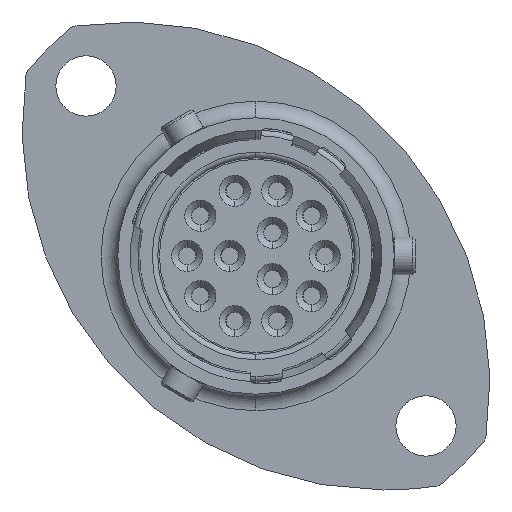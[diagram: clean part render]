
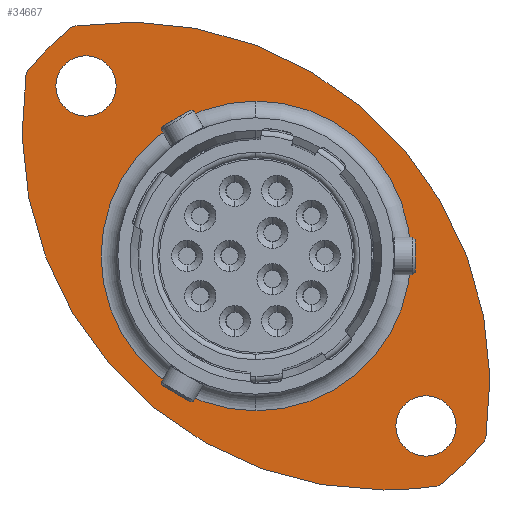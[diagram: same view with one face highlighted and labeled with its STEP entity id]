
A CAD part, left-side view. The second image highlights one B-rep face of the part: STEP entity #34667.
In plain terms, the highlighted planar face has unit normal (-1, 0, 0).
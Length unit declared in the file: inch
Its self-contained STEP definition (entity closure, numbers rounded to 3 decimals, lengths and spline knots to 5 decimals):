
#158 = CIRCLE ( 'NONE', #452, 0.76772 ) ;
#215 = CIRCLE ( 'NONE', #525, 0.06398 ) ;
#257 = CIRCLE ( 'NONE', #423, 0.76772 ) ;
#307 = CIRCLE ( 'NONE', #549, 0.06398 ) ;
#328 = CIRCLE ( 'NONE', #355, 0.06398 ) ;
#355 = AXIS2_PLACEMENT_3D ( 'NONE', #38330, #38331, #38332 ) ;
#423 = AXIS2_PLACEMENT_3D ( 'NONE', #4016, #4017, #4018 ) ;
#452 = AXIS2_PLACEMENT_3D ( 'NONE', #4189, #4190, #4191 ) ;
#492 = AXIS2_PLACEMENT_3D ( 'NONE', #4181, #4182, #4183 ) ;
#494 = AXIS2_PLACEMENT_3D ( 'NONE', #4202, #4203, #4204 ) ;
#503 = CIRCLE ( 'NONE', #492, 0.06398 ) ;
#505 = CIRCLE ( 'NONE', #561, 0.32854 ) ;
#507 = CIRCLE ( 'NONE', #1082, 0.62303 ) ;
#525 = AXIS2_PLACEMENT_3D ( 'NONE', #4186, #4187, #4188 ) ;
#549 = AXIS2_PLACEMENT_3D ( 'NONE', #38348, #38349, #38350 ) ;
#550 = CIRCLE ( 'NONE', #564, 0.76772 ) ;
#561 = AXIS2_PLACEMENT_3D ( 'NONE', #4178, #4179, #4180 ) ;
#564 = AXIS2_PLACEMENT_3D ( 'NONE', #4198, #4199, #4200 ) ;
#1075 = CIRCLE ( 'NONE', #494, 0.62303 ) ;
#1082 = AXIS2_PLACEMENT_3D ( 'NONE', #4193, #4194, #4195 ) ;
#2520 = CARTESIAN_POINT ( 'NONE',  ( 0.43089, -0.24749, -0.44649 ) ) ;
#2574 = CARTESIAN_POINT ( 'NONE',  ( 0.43089, 0.62801, 0.42901 ) ) ;
#2840 = ORIENTED_EDGE ( 'NONE', *, *, #3217, .T. ) ;
#3090 = EDGE_CURVE ( 'NONE', #3622, #3621, #328, .T. ) ;
#3096 = EDGE_CURVE ( 'NONE', #3623, #3627, #307, .T. ) ;
#3174 = EDGE_CURVE ( 'NONE', #3626, #3624, #257, .T. ) ;
#3214 = EDGE_CURVE ( 'NONE', #3829, #3831, #505, .T. ) ;
#3215 = EDGE_CURVE ( 'NONE', #3621, #3622, #503, .T. ) ;
#3216 = EDGE_CURVE ( 'NONE', #3627, #3623, #215, .T. ) ;
#3217 = EDGE_CURVE ( 'NONE', #3735, #3626, #158, .T. ) ;
#3219 = EDGE_CURVE ( 'NONE', #3624, #36155, #507, .T. ) ;
#3220 = EDGE_CURVE ( 'NONE', #36155, #36263, #550, .T. ) ;
#3221 = EDGE_CURVE ( 'NONE', #36263, #3735, #1075, .T. ) ;
#3331 = EDGE_CURVE ( 'NONE', #3831, #3829, #7787, .T. ) ;
#3621 = VERTEX_POINT ( 'NONE', #13451 ) ;
#3622 = VERTEX_POINT ( 'NONE', #13452 ) ;
#3623 = VERTEX_POINT ( 'NONE', #13454 ) ;
#3624 = VERTEX_POINT ( 'NONE', #13456 ) ;
#3626 = VERTEX_POINT ( 'NONE', #13459 ) ;
#3627 = VERTEX_POINT ( 'NONE', #13461 ) ;
#3735 = VERTEX_POINT ( 'NONE', #14243 ) ;
#3829 = VERTEX_POINT ( 'NONE', #14337 ) ;
#3831 = VERTEX_POINT ( 'NONE', #14339 ) ;
#4016 = CARTESIAN_POINT ( 'NONE',  ( 0.43089, -0.03155, 0.21307 ) ) ;
#4017 = DIRECTION ( 'NONE',  ( -1., 0., 0. ) ) ;
#4018 = DIRECTION ( 'NONE',  ( 0., 0., -1. ) ) ;
#4178 = CARTESIAN_POINT ( 'NONE',  ( 0.43089, 0.23988, -0.05836 ) ) ;
#4179 = DIRECTION ( 'NONE',  ( 1., 0., 0. ) ) ;
#4180 = DIRECTION ( 'NONE',  ( 0., 0., -1. ) ) ;
#4181 = CARTESIAN_POINT ( 'NONE',  ( 0.43089, 0.60039, 0.30215 ) ) ;
#4182 = DIRECTION ( 'NONE',  ( -1., 0., 0. ) ) ;
#4183 = DIRECTION ( 'NONE',  ( 0., 0., -1. ) ) ;
#4186 = CARTESIAN_POINT ( 'NONE',  ( 0.43089, -0.12063, -0.41887 ) ) ;
#4187 = DIRECTION ( 'NONE',  ( -1., 0., 0. ) ) ;
#4188 = DIRECTION ( 'NONE',  ( 0., 0., -1. ) ) ;
#4189 = CARTESIAN_POINT ( 'NONE',  ( 0.43089, -0.03155, 0.21307 ) ) ;
#4190 = DIRECTION ( 'NONE',  ( -1., 0., 0. ) ) ;
#4191 = DIRECTION ( 'NONE',  ( 0., 0., -1. ) ) ;
#4193 = CARTESIAN_POINT ( 'NONE',  ( 0.43089, 0.23988, -0.05836 ) ) ;
#4194 = DIRECTION ( 'NONE',  ( -1., 0., 0. ) ) ;
#4195 = DIRECTION ( 'NONE',  ( 0., 0., 1. ) ) ;
#4198 = CARTESIAN_POINT ( 'NONE',  ( 0.43089, 0.51131, -0.32979 ) ) ;
#4199 = DIRECTION ( 'NONE',  ( -1., 0., 0. ) ) ;
#4200 = DIRECTION ( 'NONE',  ( 0., 0., -1. ) ) ;
#4202 = CARTESIAN_POINT ( 'NONE',  ( 0.43089, 0.23988, -0.05836 ) ) ;
#4203 = DIRECTION ( 'NONE',  ( -1., 0., 0. ) ) ;
#4204 = DIRECTION ( 'NONE',  ( 0., 0., 1. ) ) ;
#7195 = EDGE_LOOP ( 'NONE', ( #2840, #36670, #36673, #36676, #36679 ) ) ;
#7196 = EDGE_LOOP ( 'NONE', ( #25021, #34558 ) ) ;
#7209 = EDGE_LOOP ( 'NONE', ( #25017, #25030 ) ) ;
#7503 = CARTESIAN_POINT ( 'NONE',  ( 0.43089, 0.23988, -0.05836 ) ) ;
#7504 = DIRECTION ( 'NONE',  ( 1., 0., 0. ) ) ;
#7505 = DIRECTION ( 'NONE',  ( 0., 0., -1. ) ) ;
#7787 = CIRCLE ( 'NONE', #7793, 0.32854 ) ;
#7793 = AXIS2_PLACEMENT_3D ( 'NONE', #7503, #7504, #7505 ) ;
#13451 = CARTESIAN_POINT ( 'NONE',  ( 0.43089, 0.60039, 0.36613 ) ) ;
#13452 = CARTESIAN_POINT ( 'NONE',  ( 0.43089, 0.60039, 0.23818 ) ) ;
#13454 = CARTESIAN_POINT ( 'NONE',  ( 0.43089, -0.12063, -0.48285 ) ) ;
#13456 = CARTESIAN_POINT ( 'NONE',  ( 0.43089, -0.14825, -0.54573 ) ) ;
#13459 = CARTESIAN_POINT ( 'NONE',  ( 0.43089, -0.03155, -0.55465 ) ) ;
#13461 = CARTESIAN_POINT ( 'NONE',  ( 0.43089, -0.12063, -0.3549 ) ) ;
#14243 = CARTESIAN_POINT ( 'NONE',  ( 0.43089, 0.72725, 0.32977 ) ) ;
#14337 = CARTESIAN_POINT ( 'NONE',  ( 0.43089, 0.23988, -0.3869 ) ) ;
#14339 = CARTESIAN_POINT ( 'NONE',  ( 0.43089, 0.23988, 0.27018 ) ) ;
#25012 = ORIENTED_EDGE ( 'NONE', *, *, #3216, .F. ) ;
#25017 = ORIENTED_EDGE ( 'NONE', *, *, #3214, .T. ) ;
#25021 = ORIENTED_EDGE ( 'NONE', *, *, #3090, .F. ) ;
#25030 = ORIENTED_EDGE ( 'NONE', *, *, #3331, .T. ) ;
#25396 = EDGE_LOOP ( 'NONE', ( #34559, #25012 ) ) ;
#34558 = ORIENTED_EDGE ( 'NONE', *, *, #3215, .F. ) ;
#34559 = ORIENTED_EDGE ( 'NONE', *, *, #3096, .F. ) ;
#34667 = ADVANCED_FACE ( 'NONE', ( #38583, #38585, #38587, #38589 ), #38582, .F. ) ;
#36155 = VERTEX_POINT ( 'NONE', #2520 ) ;
#36263 = VERTEX_POINT ( 'NONE', #2574 ) ;
#36670 = ORIENTED_EDGE ( 'NONE', *, *, #3174, .T. ) ;
#36673 = ORIENTED_EDGE ( 'NONE', *, *, #3219, .T. ) ;
#36676 = ORIENTED_EDGE ( 'NONE', *, *, #3220, .T. ) ;
#36679 = ORIENTED_EDGE ( 'NONE', *, *, #3221, .T. ) ;
#37114 = AXIS2_PLACEMENT_3D ( 'NONE', #38600, #38601, #38602 ) ;
#38330 = CARTESIAN_POINT ( 'NONE',  ( 0.43089, 0.60039, 0.30215 ) ) ;
#38331 = DIRECTION ( 'NONE',  ( -1., 0., 0. ) ) ;
#38332 = DIRECTION ( 'NONE',  ( 0., 0., -1. ) ) ;
#38348 = CARTESIAN_POINT ( 'NONE',  ( 0.43089, -0.12063, -0.41887 ) ) ;
#38349 = DIRECTION ( 'NONE',  ( -1., 0., 0. ) ) ;
#38350 = DIRECTION ( 'NONE',  ( 0., 0., -1. ) ) ;
#38582 = PLANE ( 'NONE',  #37114 ) ;
#38583 = FACE_BOUND ( 'NONE', #7209, .T. ) ;
#38585 = FACE_BOUND ( 'NONE', #7196, .T. ) ;
#38587 = FACE_BOUND ( 'NONE', #25396, .T. ) ;
#38589 = FACE_OUTER_BOUND ( 'NONE', #7195, .T. ) ;
#38600 = CARTESIAN_POINT ( 'NONE',  ( 0.43089, 0.53299, -0.05836 ) ) ;
#38601 = DIRECTION ( 'NONE',  ( 1., 0., 0. ) ) ;
#38602 = DIRECTION ( 'NONE',  ( 0., 0., -1. ) ) ;
